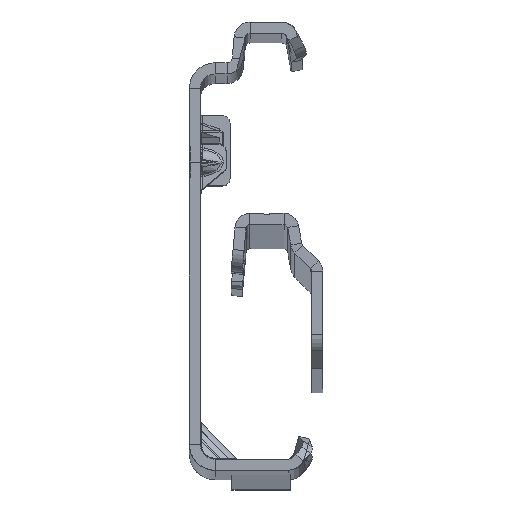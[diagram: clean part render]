
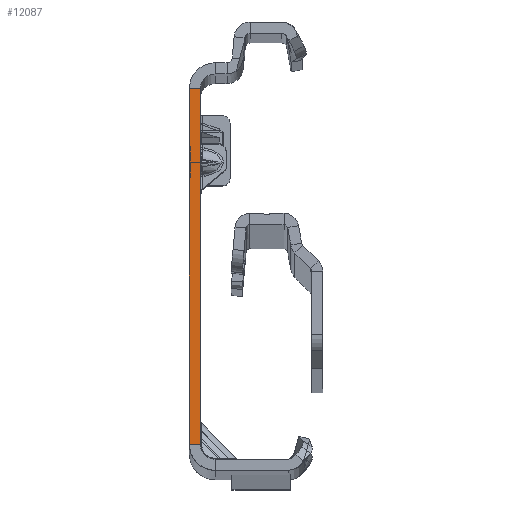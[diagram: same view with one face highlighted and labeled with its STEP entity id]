
A CAD part, top view. The second image highlights one B-rep face of the part: STEP entity #12087.
In plain terms, the highlighted planar face has unit normal (0, 0, 1).
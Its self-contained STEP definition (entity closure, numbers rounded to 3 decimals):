
#338 = VERTEX_POINT ( 'NONE', #6102 ) ;
#428 = CARTESIAN_POINT ( 'NONE',  ( 0., 22.135, 0. ) ) ;
#1638 = DIRECTION ( 'NONE',  ( -1., 0., 0. ) ) ;
#1773 = PLANE ( 'NONE',  #2235 ) ;
#1849 = EDGE_CURVE ( 'NONE', #15836, #13499, #14547, .T. ) ;
#2235 = AXIS2_PLACEMENT_3D ( 'NONE', #13165, #3227, #12995 ) ;
#3227 = DIRECTION ( 'NONE',  ( 0., 0., 1. ) ) ;
#3328 = ORIENTED_EDGE ( 'NONE', *, *, #15338, .F. ) ;
#5237 = FACE_OUTER_BOUND ( 'NONE', #8359, .T. ) ;
#5346 = ORIENTED_EDGE ( 'NONE', *, *, #13643, .T. ) ;
#5898 = DIRECTION ( 'NONE',  ( -1., 0., 0. ) ) ;
#6102 = CARTESIAN_POINT ( 'NONE',  ( 0., 22.135, 0. ) ) ;
#7102 = CARTESIAN_POINT ( 'NONE',  ( 0., -25.865, 0. ) ) ;
#7484 = VECTOR ( 'NONE', #1638, 1000. ) ;
#7676 = LINE ( 'NONE', #10023, #11862 ) ;
#7848 = EDGE_CURVE ( 'NONE', #15535, #13499, #13387, .T. ) ;
#8359 = EDGE_LOOP ( 'NONE', ( #3328, #5346, #13599, #13394 ) ) ;
#9744 = DIRECTION ( 'NONE',  ( 0., -1., 0. ) ) ;
#9873 = DIRECTION ( 'NONE',  ( 0., -1., 0. ) ) ;
#10023 = CARTESIAN_POINT ( 'NONE',  ( 0., -27.865, 0. ) ) ;
#10957 = CARTESIAN_POINT ( 'NONE',  ( -1.5, -27.865, 0. ) ) ;
#11862 = VECTOR ( 'NONE', #9873, 1000. ) ;
#11875 = CARTESIAN_POINT ( 'NONE',  ( 0., -25.865, 0. ) ) ;
#12087 = ADVANCED_FACE ( 'NONE', ( #5237 ), #1773, .T. ) ;
#12995 = DIRECTION ( 'NONE',  ( 1., 0., 0. ) ) ;
#13165 = CARTESIAN_POINT ( 'NONE',  ( -1.5, -27.865, 0. ) ) ;
#13357 = VECTOR ( 'NONE', #5898, 1000. ) ;
#13387 = LINE ( 'NONE', #10957, #13487 ) ;
#13394 = ORIENTED_EDGE ( 'NONE', *, *, #1849, .F. ) ;
#13487 = VECTOR ( 'NONE', #9744, 1000. ) ;
#13499 = VERTEX_POINT ( 'NONE', #14883 ) ;
#13599 = ORIENTED_EDGE ( 'NONE', *, *, #7848, .T. ) ;
#13643 = EDGE_CURVE ( 'NONE', #338, #15535, #14317, .T. ) ;
#14317 = LINE ( 'NONE', #428, #7484 ) ;
#14547 = LINE ( 'NONE', #11875, #13357 ) ;
#14624 = CARTESIAN_POINT ( 'NONE',  ( -1.5, 22.135, 0. ) ) ;
#14883 = CARTESIAN_POINT ( 'NONE',  ( -1.5, -25.865, 0. ) ) ;
#15338 = EDGE_CURVE ( 'NONE', #338, #15836, #7676, .T. ) ;
#15535 = VERTEX_POINT ( 'NONE', #14624 ) ;
#15836 = VERTEX_POINT ( 'NONE', #7102 ) ;
